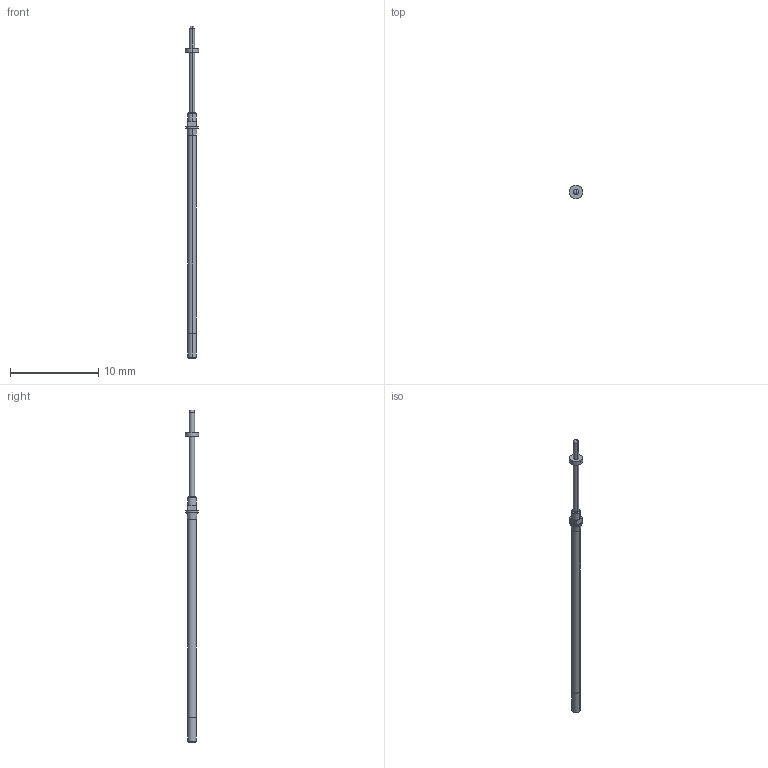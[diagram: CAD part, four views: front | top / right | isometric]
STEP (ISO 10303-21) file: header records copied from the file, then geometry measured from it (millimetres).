
FILE_DESCRIPTION (( 'STEP AP203' ), '1' );
FILE_NAME ('MOD-F17511B0003GxxxSP.step', '2015-07-09T11:08:09', ( 'firstrun' ), ( 'Hewlett-Packard Company' ), 'SwSTEP 2.0', 'SolidWorks 2012', '' );
FILE_SCHEMA (( 'CONFIG_CONTROL_DESIGN' ));
Length unit declared in the file: millimetre
Products named in the file (1): MOD-F17511B0003GxxxSP
Bounding box: 1.5 x 1.5 x 37.6 mm (x, y, z)
Volume: 25.9 mm3; surface area: 114.8 mm2
Topology: 1 solids, 1 shells, 181 faces, 463 edges, 301 vertices
Faces by surface type: plane 83, bspline 62, cylinder 28, cone 6, sphere 2
Entity records: 7165 total; most frequent: CARTESIAN_POINT 3197, ORIENTED_EDGE 918, DIRECTION 610, EDGE_CURVE 459, VERTEX_POINT 299, AXIS2_PLACEMENT_3D 230, EDGE_LOOP 200, B_SPLINE_CURVE_WITH_KNOTS 199
